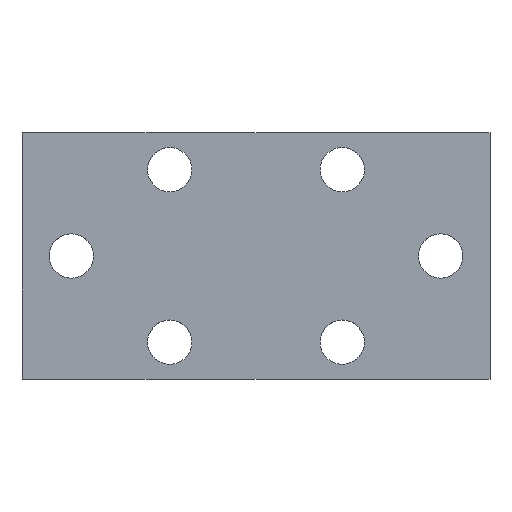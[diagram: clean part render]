
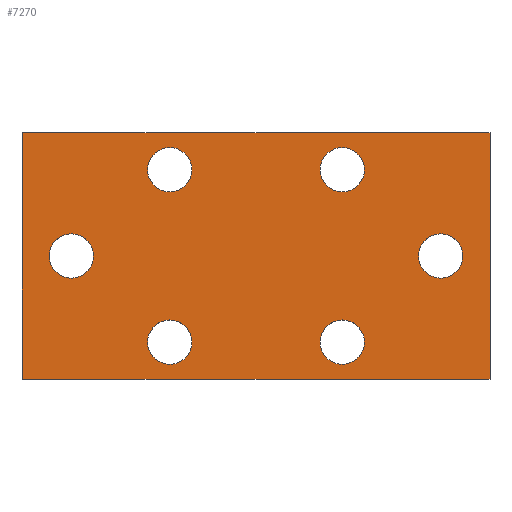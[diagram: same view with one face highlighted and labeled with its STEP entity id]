
A CAD part, top view. The second image highlights one B-rep face of the part: STEP entity #7270.
In plain terms, the highlighted planar face has unit normal (0, 0, 1).
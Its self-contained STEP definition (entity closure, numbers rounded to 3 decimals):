
#1980=CARTESIAN_POINT('',(60.5,42.5,10.));
#1990=VERTEX_POINT('',#1980);
#2150=CARTESIAN_POINT('',(69.5,42.5,10.));
#2160=VERTEX_POINT('',#2150);
#2190=CARTESIAN_POINT('',(65.,42.5,10.));
#2200=DIRECTION('',(0.,0.,1.));
#2210=DIRECTION('',(1.,0.,0.));
#2220=AXIS2_PLACEMENT_3D('',#2190,#2200,#2210);
#2230=CIRCLE('',#2220,4.5);
#2240=EDGE_CURVE('',#1990,#2160,#2230,.T.);
#2400=CARTESIAN_POINT('',(25.5,7.5,10.));
#2410=VERTEX_POINT('',#2400);
#2570=CARTESIAN_POINT('',(34.5,7.5,10.));
#2580=VERTEX_POINT('',#2570);
#2610=CARTESIAN_POINT('',(30.,7.5,10.));
#2620=DIRECTION('',(0.,0.,1.));
#2630=DIRECTION('',(1.,0.,0.));
#2640=AXIS2_PLACEMENT_3D('',#2610,#2620,#2630);
#2650=CIRCLE('',#2640,4.5);
#2660=EDGE_CURVE('',#2410,#2580,#2650,.T.);
#2820=CARTESIAN_POINT('',(34.5,42.5,10.));
#2830=VERTEX_POINT('',#2820);
#2990=CARTESIAN_POINT('',(25.5,42.5,10.));
#3000=VERTEX_POINT('',#2990);
#3030=CARTESIAN_POINT('',(30.,42.5,10.));
#3040=DIRECTION('',(0.,0.,1.));
#3050=DIRECTION('',(1.,0.,0.));
#3060=AXIS2_PLACEMENT_3D('',#3030,#3040,#3050);
#3070=CIRCLE('',#3060,4.5);
#3080=EDGE_CURVE('',#2830,#3000,#3070,.T.);
#5980=EDGE_CURVE('',#2580,#2410,#2650,.T.);
#6100=EDGE_CURVE('',#3000,#2830,#3070,.T.);
#6230=EDGE_CURVE('',#2160,#1990,#2230,.T.);
#6310=CARTESIAN_POINT('',(0.,0.,10.));
#6320=DIRECTION('',(0.,0.,1.));
#6330=DIRECTION('',(1.,0.,0.));
#6340=AXIS2_PLACEMENT_3D('',#6310,#6320,#6330);
#6350=PLANE('',#6340);
#6360=CARTESIAN_POINT('',(10.,25.,10.));
#6370=DIRECTION('',(0.,0.,1.));
#6380=DIRECTION('',(1.,0.,0.));
#6390=AXIS2_PLACEMENT_3D('',#6360,#6370,#6380);
#6400=CIRCLE('',#6390,4.5);
#6410=CARTESIAN_POINT('',(14.5,25.,10.));
#6420=VERTEX_POINT('',#6410);
#6430=CARTESIAN_POINT('',(5.5,25.,10.));
#6440=VERTEX_POINT('',#6430);
#6450=EDGE_CURVE('',#6420,#6440,#6400,.T.);
#6460=ORIENTED_EDGE('',*,*,#6450,.F.);
#6470=EDGE_CURVE('',#6440,#6420,#6400,.T.);
#6480=ORIENTED_EDGE('',*,*,#6470,.F.);
#6490=EDGE_LOOP('',(#6480,#6460));
#6500=FACE_BOUND('',#6490,.T.);
#6510=CARTESIAN_POINT('',(95.,0.,10.));
#6520=DIRECTION('',(0.,1.,0.));
#6530=VECTOR('',#6520,1.);
#6540=LINE('',#6510,#6530);
#6550=CARTESIAN_POINT('',(95.,0.,10.));
#6560=VERTEX_POINT('',#6550);
#6570=CARTESIAN_POINT('',(95.,50.,10.));
#6580=VERTEX_POINT('',#6570);
#6590=EDGE_CURVE('',#6560,#6580,#6540,.T.);
#6600=ORIENTED_EDGE('',*,*,#6590,.T.);
#6610=CARTESIAN_POINT('',(0.,0.,10.));
#6620=DIRECTION('',(1.,0.,0.));
#6630=VECTOR('',#6620,1.);
#6640=LINE('',#6610,#6630);
#6650=CARTESIAN_POINT('',(0.,0.,10.));
#6660=VERTEX_POINT('',#6650);
#6670=EDGE_CURVE('',#6660,#6560,#6640,.T.);
#6680=ORIENTED_EDGE('',*,*,#6670,.T.);
#6690=CARTESIAN_POINT('',(0.,50.,10.));
#6700=DIRECTION('',(0.,-1.,0.));
#6710=VECTOR('',#6700,1.);
#6720=LINE('',#6690,#6710);
#6730=CARTESIAN_POINT('',(0.,50.,10.));
#6740=VERTEX_POINT('',#6730);
#6750=EDGE_CURVE('',#6740,#6660,#6720,.T.);
#6760=ORIENTED_EDGE('',*,*,#6750,.T.);
#6770=CARTESIAN_POINT('',(95.,50.,10.));
#6780=DIRECTION('',(-1.,0.,0.));
#6790=VECTOR('',#6780,1.);
#6800=LINE('',#6770,#6790);
#6810=EDGE_CURVE('',#6580,#6740,#6800,.T.);
#6820=ORIENTED_EDGE('',*,*,#6810,.T.);
#6830=EDGE_LOOP('',(#6820,#6760,#6680,#6600));
#6840=FACE_OUTER_BOUND('',#6830,.T.);
#6850=CARTESIAN_POINT('',(85.,25.,10.));
#6860=DIRECTION('',(0.,0.,1.));
#6870=DIRECTION('',(1.,0.,0.));
#6880=AXIS2_PLACEMENT_3D('',#6850,#6860,#6870);
#6890=CIRCLE('',#6880,4.5);
#6900=CARTESIAN_POINT('',(89.5,25.,10.));
#6910=VERTEX_POINT('',#6900);
#6920=CARTESIAN_POINT('',(80.5,25.,10.));
#6930=VERTEX_POINT('',#6920);
#6940=EDGE_CURVE('',#6910,#6930,#6890,.T.);
#6950=ORIENTED_EDGE('',*,*,#6940,.F.);
#6960=EDGE_CURVE('',#6930,#6910,#6890,.T.);
#6970=ORIENTED_EDGE('',*,*,#6960,.F.);
#6980=EDGE_LOOP('',(#6970,#6950));
#6990=FACE_BOUND('',#6980,.T.);
#7000=ORIENTED_EDGE('',*,*,#6100,.F.);
#7010=ORIENTED_EDGE('',*,*,#3080,.F.);
#7020=EDGE_LOOP('',(#7010,#7000));
#7030=FACE_BOUND('',#7020,.T.);
#7040=ORIENTED_EDGE('',*,*,#5980,.F.);
#7050=ORIENTED_EDGE('',*,*,#2660,.F.);
#7060=EDGE_LOOP('',(#7050,#7040));
#7070=FACE_BOUND('',#7060,.T.);
#7080=ORIENTED_EDGE('',*,*,#6230,.F.);
#7090=ORIENTED_EDGE('',*,*,#2240,.F.);
#7100=EDGE_LOOP('',(#7090,#7080));
#7110=FACE_BOUND('',#7100,.T.);
#7120=CARTESIAN_POINT('',(65.,7.5,10.));
#7130=DIRECTION('',(0.,0.,1.));
#7140=DIRECTION('',(1.,0.,0.));
#7150=AXIS2_PLACEMENT_3D('',#7120,#7130,#7140);
#7160=CIRCLE('',#7150,4.5);
#7170=CARTESIAN_POINT('',(69.5,7.5,10.));
#7180=VERTEX_POINT('',#7170);
#7190=CARTESIAN_POINT('',(60.5,7.5,10.));
#7200=VERTEX_POINT('',#7190);
#7210=EDGE_CURVE('',#7180,#7200,#7160,.T.);
#7220=ORIENTED_EDGE('',*,*,#7210,.F.);
#7230=EDGE_CURVE('',#7200,#7180,#7160,.T.);
#7240=ORIENTED_EDGE('',*,*,#7230,.F.);
#7250=EDGE_LOOP('',(#7240,#7220));
#7260=FACE_BOUND('',#7250,.T.);
#7270=ADVANCED_FACE('',(#6500,#6840,#6990,#7030,#7070,#7110,#7260),#6350
,.T.);
